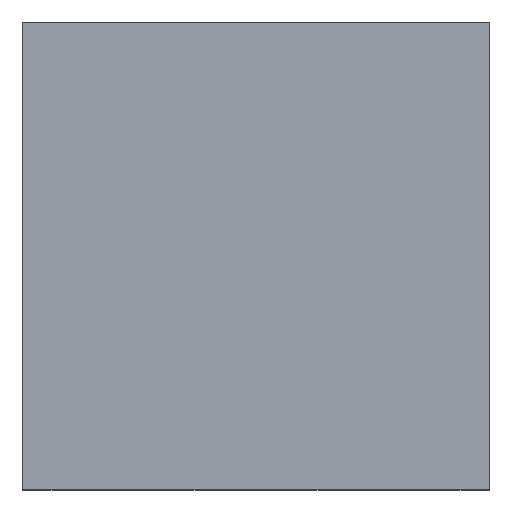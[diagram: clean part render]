
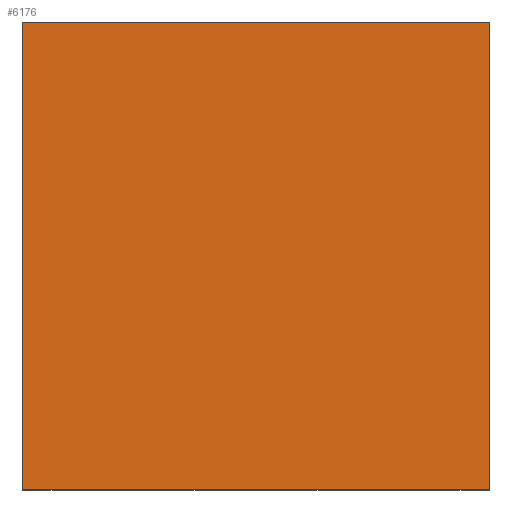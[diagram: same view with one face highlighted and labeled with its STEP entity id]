
A CAD part, top view. The second image highlights one B-rep face of the part: STEP entity #6176.
In plain terms, the highlighted face is planar.
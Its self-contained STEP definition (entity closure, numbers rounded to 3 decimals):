
#2161=DIRECTION('',(0.,0.,1.));
#2162=VECTOR('',#2161,4.);
#2163=CARTESIAN_POINT('',(-2.,0.975,-2.));
#2164=LINE('',#2163,#2162);
#2168=DIRECTION('',(-1.,0.,0.));
#2169=VECTOR('',#2168,4.);
#2170=CARTESIAN_POINT('',(2.,0.975,-2.));
#2171=LINE('',#2170,#2169);
#2175=DIRECTION('',(0.,0.,-1.));
#2176=VECTOR('',#2175,4.);
#2177=CARTESIAN_POINT('',(2.,0.975,2.));
#2178=LINE('',#2177,#2176);
#2182=DIRECTION('',(1.,0.,0.));
#2183=VECTOR('',#2182,4.);
#2184=CARTESIAN_POINT('',(-2.,0.975,2.));
#2185=LINE('',#2184,#2183);
#4187=CARTESIAN_POINT('',(-2.,0.975,-2.));
#4188=CARTESIAN_POINT('',(-2.,0.975,2.));
#4189=VERTEX_POINT('',#4187);
#4190=VERTEX_POINT('',#4188);
#4191=CARTESIAN_POINT('',(2.,0.975,2.));
#4192=VERTEX_POINT('',#4191);
#4193=CARTESIAN_POINT('',(2.,0.975,-2.));
#4194=VERTEX_POINT('',#4193);
#6165=CARTESIAN_POINT('',(0.,0.975,0.));
#6166=DIRECTION('',(0.,1.,0.));
#6167=DIRECTION('',(1.,0.,0.));
#6168=AXIS2_PLACEMENT_3D('',#6165,#6166,#6167);
#6169=PLANE('',#6168);
#6170=ORIENTED_EDGE('',*,*,#5894,.F.);
#6171=ORIENTED_EDGE('',*,*,#5965,.F.);
#6172=ORIENTED_EDGE('',*,*,#6034,.F.);
#6173=ORIENTED_EDGE('',*,*,#6103,.F.);
#6174=EDGE_LOOP('',(#6170,#6171,#6172,#6173));
#6175=FACE_OUTER_BOUND('',#6174,.F.);
#5894=EDGE_CURVE('',#4189,#4190,#2164,.T.);
#5965=EDGE_CURVE('',#4194,#4189,#2171,.T.);
#6034=EDGE_CURVE('',#4192,#4194,#2178,.T.);
#6103=EDGE_CURVE('',#4190,#4192,#2185,.T.);
#6176=ADVANCED_FACE('',(#6175),#6169,.T.);
